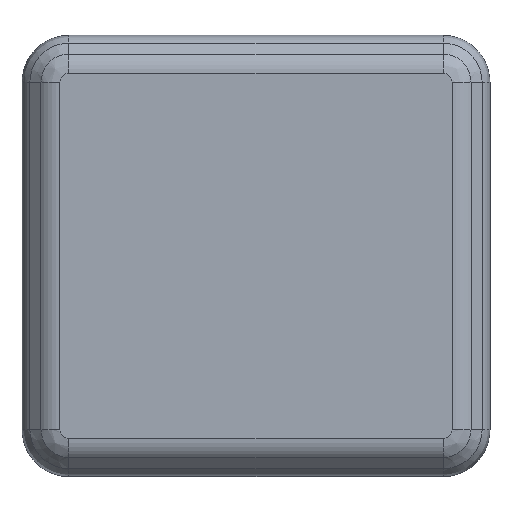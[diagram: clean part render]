
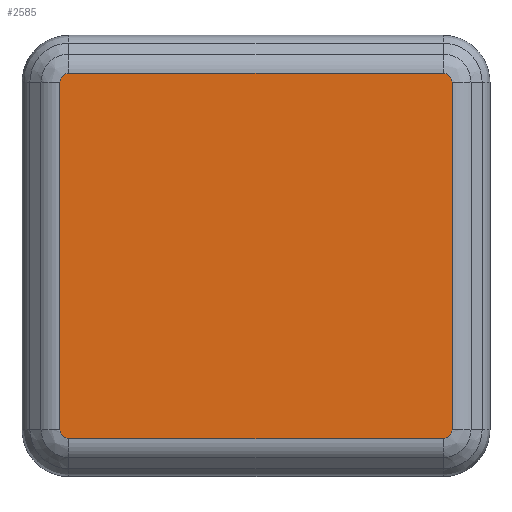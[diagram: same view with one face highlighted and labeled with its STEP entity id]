
A CAD part, top view. The second image highlights one B-rep face of the part: STEP entity #2585.
In plain terms, the highlighted planar face has unit normal (0, 0, 1).
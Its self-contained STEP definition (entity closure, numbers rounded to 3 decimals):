
#236=CIRCLE('',#2787,0.336);
#240=CIRCLE('',#2792,0.336);
#244=CIRCLE('',#2797,0.336);
#247=CIRCLE('',#2801,0.336);
#415=FACE_OUTER_BOUND('',#597,.T.);
#597=EDGE_LOOP('',(#1835,#1836,#1837,#1838,#1839,#1840,#1841,#1842));
#782=LINE('',#4053,#954);
#785=LINE('',#4076,#957);
#787=LINE('',#4096,#959);
#789=LINE('',#4116,#961);
#954=VECTOR('',#3187,10.);
#957=VECTOR('',#3202,10.);
#959=VECTOR('',#3214,10.);
#961=VECTOR('',#3226,10.);
#1129=VERTEX_POINT('',#4050);
#1130=VERTEX_POINT('',#4052);
#1132=VERTEX_POINT('',#4066);
#1134=VERTEX_POINT('',#4072);
#1136=VERTEX_POINT('',#4086);
#1138=VERTEX_POINT('',#4092);
#1140=VERTEX_POINT('',#4106);
#1142=VERTEX_POINT('',#4112);
#1365=EDGE_CURVE('',#1129,#1130,#782,.T.);
#1370=EDGE_CURVE('',#1130,#1132,#236,.T.);
#1373=EDGE_CURVE('',#1132,#1134,#785,.T.);
#1376=EDGE_CURVE('',#1134,#1136,#240,.T.);
#1379=EDGE_CURVE('',#1136,#1138,#787,.T.);
#1382=EDGE_CURVE('',#1138,#1140,#244,.T.);
#1385=EDGE_CURVE('',#1140,#1142,#789,.T.);
#1387=EDGE_CURVE('',#1142,#1129,#247,.T.);
#1835=ORIENTED_EDGE('',*,*,#1365,.F.);
#1836=ORIENTED_EDGE('',*,*,#1387,.F.);
#1837=ORIENTED_EDGE('',*,*,#1385,.F.);
#1838=ORIENTED_EDGE('',*,*,#1382,.F.);
#1839=ORIENTED_EDGE('',*,*,#1379,.F.);
#1840=ORIENTED_EDGE('',*,*,#1376,.F.);
#1841=ORIENTED_EDGE('',*,*,#1373,.F.);
#1842=ORIENTED_EDGE('',*,*,#1370,.F.);
#2532=PLANE('',#2808);
#2585=ADVANCED_FACE('',(#415),#2532,.T.);
#2787=AXIS2_PLACEMENT_3D('',#4070,#3195,#3196);
#2792=AXIS2_PLACEMENT_3D('',#4090,#3207,#3208);
#2797=AXIS2_PLACEMENT_3D('',#4110,#3219,#3220);
#2801=AXIS2_PLACEMENT_3D('',#4127,#3229,#3230);
#2808=AXIS2_PLACEMENT_3D('',#4146,#3250,#3251);
#3187=DIRECTION('',(0.,-1.,0.));
#3195=DIRECTION('center_axis',(0.,0.,-1.));
#3196=DIRECTION('ref_axis',(0.707,-0.707,0.));
#3202=DIRECTION('',(-1.,0.,0.));
#3207=DIRECTION('center_axis',(0.,0.,-1.));
#3208=DIRECTION('ref_axis',(-0.707,-0.707,0.));
#3214=DIRECTION('',(0.,1.,0.));
#3219=DIRECTION('center_axis',(0.,0.,-1.));
#3220=DIRECTION('ref_axis',(-0.707,0.707,0.));
#3226=DIRECTION('',(1.,0.,0.));
#3229=DIRECTION('center_axis',(0.,0.,-1.));
#3230=DIRECTION('ref_axis',(0.707,0.707,0.));
#3250=DIRECTION('center_axis',(0.,0.,1.));
#3251=DIRECTION('ref_axis',(1.,0.,0.));
#4050=CARTESIAN_POINT('',(45.411,6.365,2.594));
#4052=CARTESIAN_POINT('',(45.411,-6.585,2.594));
#4053=CARTESIAN_POINT('',(45.411,-2.167,2.594));
#4066=CARTESIAN_POINT('',(45.075,-6.921,2.594));
#4070=CARTESIAN_POINT('Origin',(45.075,-6.585,2.594));
#4072=CARTESIAN_POINT('',(31.125,-6.921,2.594));
#4076=CARTESIAN_POINT('',(35.919,-6.921,2.594));
#4086=CARTESIAN_POINT('',(30.789,-6.585,2.594));
#4090=CARTESIAN_POINT('Origin',(31.125,-6.585,2.594));
#4092=CARTESIAN_POINT('',(30.789,6.365,2.594));
#4096=CARTESIAN_POINT('',(30.789,1.946,2.594));
#4106=CARTESIAN_POINT('',(31.125,6.7,2.594));
#4110=CARTESIAN_POINT('Origin',(31.125,6.365,2.594));
#4112=CARTESIAN_POINT('',(45.075,6.7,2.594));
#4116=CARTESIAN_POINT('',(40.281,6.7,2.594));
#4127=CARTESIAN_POINT('Origin',(45.075,6.365,2.594));
#4146=CARTESIAN_POINT('Origin',(38.1,-0.11,2.594));
